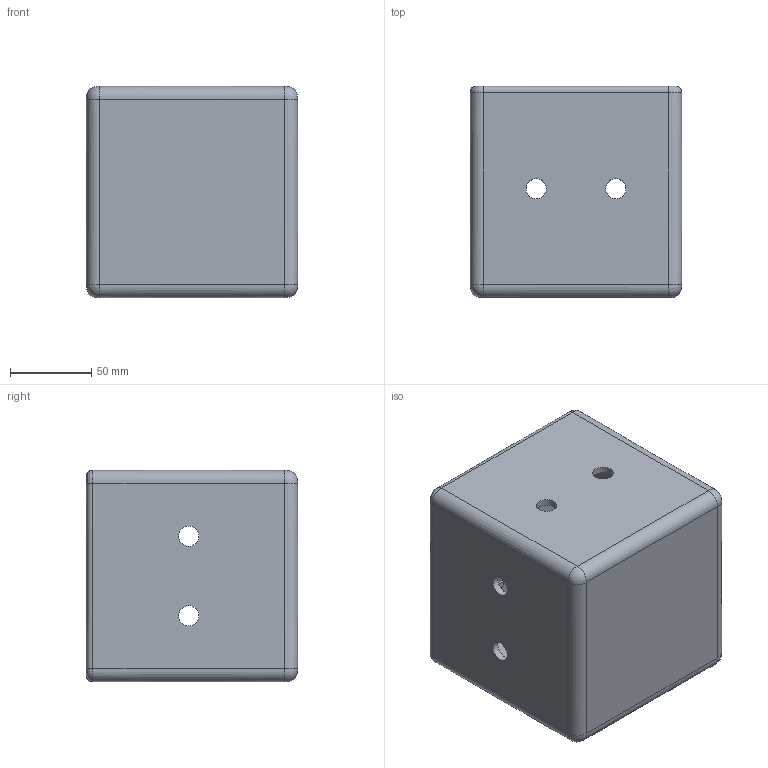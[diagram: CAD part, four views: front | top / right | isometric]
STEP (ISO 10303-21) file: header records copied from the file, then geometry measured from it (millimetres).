
FILE_DESCRIPTION(/* description */ (''),/* implementation_level */ '2;1');
FILE_NAME(/* name */ 'Maker Cube Cube parametric design STEP.step',/* time_stamp */ '2021-02-26T11:48:55+01:00',/* author */ (''),/* organization */ (''),/* preprocessor_version */ 'ST-DEVELOPER v18.1',/* originating_system */ 'Autodesk Translation Framework v9.7.1.1290',/* authorisation */ '');
FILE_SCHEMA (('AUTOMOTIVE_DESIGN { 1 0 10303 214 3 1 1 }'));
Length unit declared in the file: millimetre
Products named in the file (1): Maker Cube Cube parametric design kabelbinder v1
Bounding box: 130 x 130 x 130 mm (x, y, z)
Volume: 470078.1 mm3; surface area: 219190.6 mm2
Topology: 6 solids, 6 shells, 1075 faces, 3135 edges, 2076 vertices
Faces by surface type: plane 840, bspline 143, cylinder 92
Full cylindrical faces by diameter (mm): 2.5 x4, 3 x2, 3.5 x4, 4.3 x2, 12.5 x8
Entity records: 38460 total; most frequent: CARTESIAN_POINT 10678, ORIENTED_EDGE 6254, DIRECTION 4899, EDGE_CURVE 3127, LINE 2665, VECTOR 2665, VERTEX_POINT 2074, EDGE_LOOP 1155
